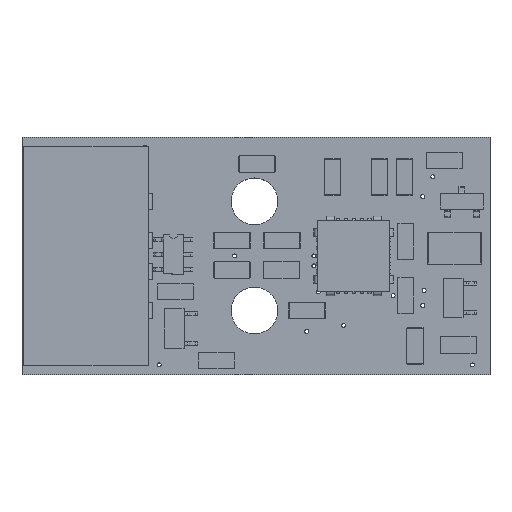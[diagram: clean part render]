
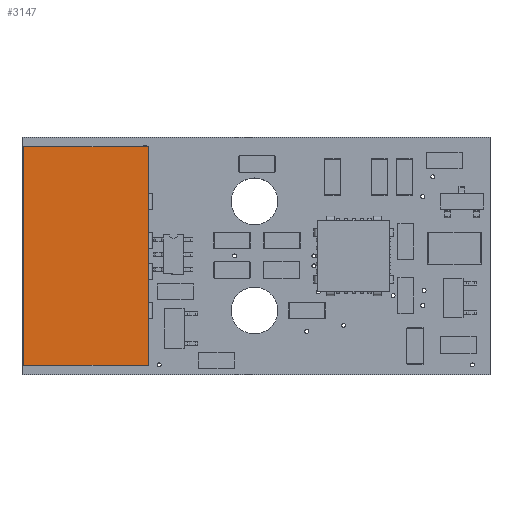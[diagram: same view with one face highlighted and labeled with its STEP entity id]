
A CAD part, top view. The second image highlights one B-rep face of the part: STEP entity #3147.
In plain terms, the highlighted planar face has unit normal (0, 0, 1).
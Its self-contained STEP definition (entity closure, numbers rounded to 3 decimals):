
#3018 = VERTEX_POINT('',#3019);
#3019 = CARTESIAN_POINT('',(8.,5.5,2.16));
#3025 = EDGE_CURVE('',#3018,#3026,#3028,.T.);
#3026 = VERTEX_POINT('',#3027);
#3027 = CARTESIAN_POINT('',(-6.,5.5,2.16));
#3028 = LINE('',#3029,#3030);
#3029 = CARTESIAN_POINT('',(8.,5.5,2.16));
#3030 = VECTOR('',#3031,1.);
#3031 = DIRECTION('',(-1.,0.,0.));
#3056 = EDGE_CURVE('',#3026,#3057,#3059,.T.);
#3057 = VERTEX_POINT('',#3058);
#3058 = CARTESIAN_POINT('',(-6.,-2.5,2.16));
#3059 = LINE('',#3060,#3061);
#3060 = CARTESIAN_POINT('',(-6.,5.5,2.16));
#3061 = VECTOR('',#3062,1.);
#3062 = DIRECTION('',(0.,-1.,0.));
#3087 = EDGE_CURVE('',#3057,#3088,#3090,.T.);
#3088 = VERTEX_POINT('',#3089);
#3089 = CARTESIAN_POINT('',(8.,-2.5,2.16));
#3090 = LINE('',#3091,#3092);
#3091 = CARTESIAN_POINT('',(-6.,-2.5,2.16));
#3092 = VECTOR('',#3093,1.);
#3093 = DIRECTION('',(1.,0.,0.));
#3118 = EDGE_CURVE('',#3088,#3018,#3119,.T.);
#3119 = LINE('',#3120,#3121);
#3120 = CARTESIAN_POINT('',(8.,-2.5,2.16));
#3121 = VECTOR('',#3122,1.);
#3122 = DIRECTION('',(0.,1.,0.));
#3147 = ADVANCED_FACE('',(#3148),#3154,.F.);
#3148 = FACE_BOUND('',#3149,.T.);
#3149 = EDGE_LOOP('',(#3150,#3151,#3152,#3153));
#3150 = ORIENTED_EDGE('',*,*,#3025,.T.);
#3151 = ORIENTED_EDGE('',*,*,#3056,.T.);
#3152 = ORIENTED_EDGE('',*,*,#3087,.T.);
#3153 = ORIENTED_EDGE('',*,*,#3118,.T.);
#3154 = PLANE('',#3155);
#3155 = AXIS2_PLACEMENT_3D('',#3156,#3157,#3158);
#3156 = CARTESIAN_POINT('',(8.,5.5,2.16));
#3157 = DIRECTION('',(0.,0.,-1.));
#3158 = DIRECTION('',(-1.,0.,0.));
